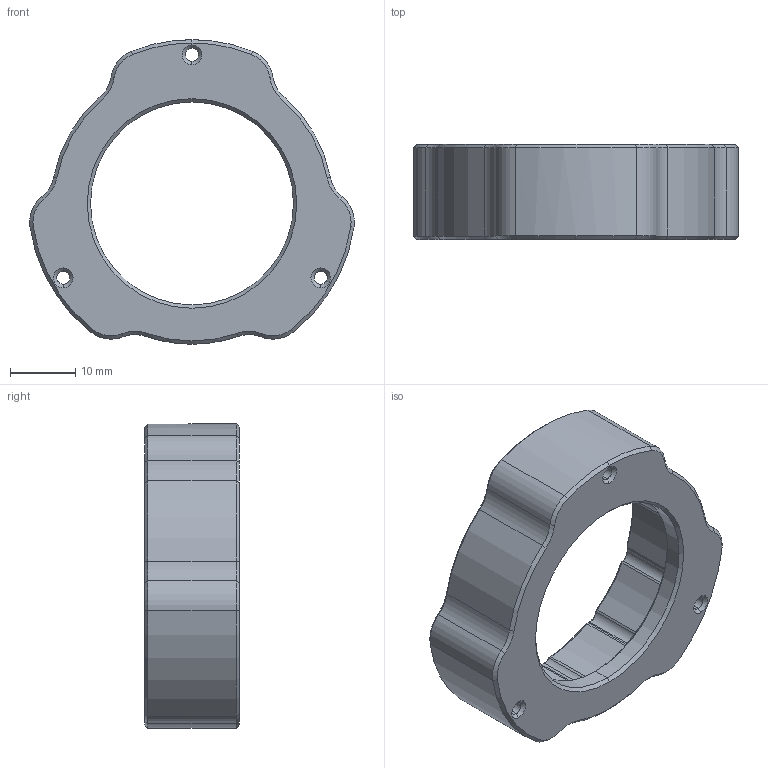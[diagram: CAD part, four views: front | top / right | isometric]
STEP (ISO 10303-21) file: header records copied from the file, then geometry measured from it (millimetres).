
FILE_DESCRIPTION (( 'STEP AP203' ), '1' );
FILE_NAME ('渀喘釱.S', '2024-02-17T01:37:22', ( '' ), ( '' ), 'SwSTEP 2.0', 'SolidWorks 2022', '' );
FILE_SCHEMA (( 'CONFIG_CONTROL_DESIGN' ));
Length unit declared in the file: millimetre
Products named in the file (1): 针齿座Y×ùY_á¨′
Bounding box: 49.59 x 14.5 x 46.5 mm (x, y, z)
Volume: 9281.2 mm3; surface area: 6167.4 mm2
Topology: 1 solids, 1 shells, 267 faces, 606 edges, 341 vertices
Faces by surface type: cone 115, plane 68, cylinder 62, bspline 22
Entity records: 8231 total; most frequent: CARTESIAN_POINT 2165, DIRECTION 1332, ORIENTED_EDGE 1212, EDGE_CURVE 606, AXIS2_PLACEMENT_3D 528, VERTEX_POINT 341, CIRCLE 282, LINE 276
